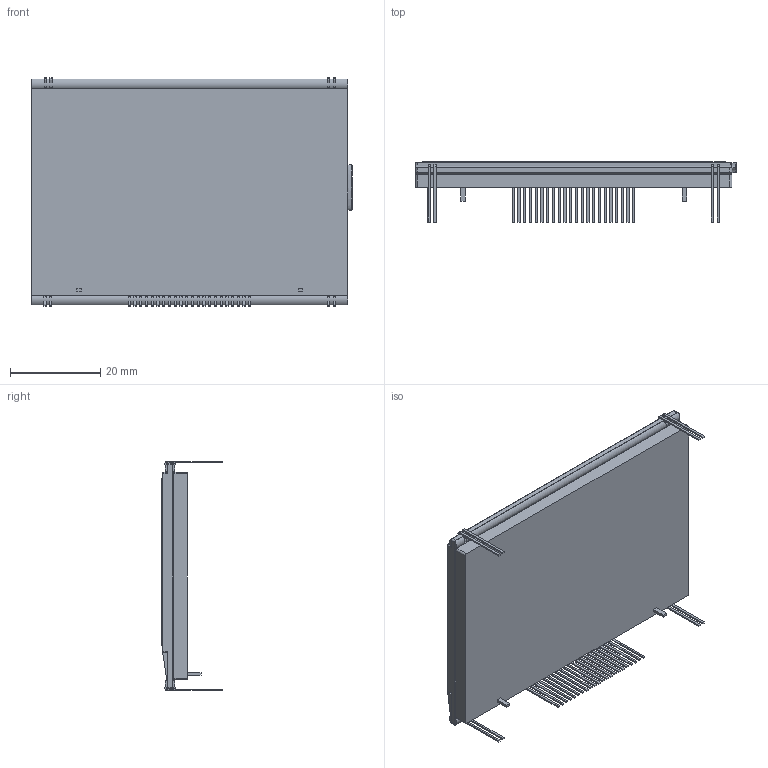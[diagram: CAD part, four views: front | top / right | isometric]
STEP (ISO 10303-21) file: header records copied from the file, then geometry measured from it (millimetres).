
FILE_DESCRIPTION (( 'STEP AP214' ), '1' );
FILE_NAME ('ERC12864-655 Assembly.STEP', '2021-09-26T18:33:03', ( '' ), ( '' ), 'SwSTEP 2.0', 'SolidWorks 2016', '' );
FILE_SCHEMA (( 'AUTOMOTIVE_DESIGN' ));
Length unit declared in the file: millimetre
Products named in the file (4): ERC12864-655 Assembly; ERC12864-655 Series; Adhesive; NC Pin
Assembly tree (35 placements, depth 2):
  ERC12864-655 Assembly
    ERC12864-655 Series
    NC Pin  x30
    Adhesive  x4
Bounding box: 71 x 13.4 x 50.7 mm (x, y, z)
Volume: 18399.4 mm3; surface area: 23198.5 mm2
Topology: 40 solids, 40 shells, 688 faces, 1816 edges, 1210 vertices
Faces by surface type: plane 548, bspline 128, cylinder 12
Entity records: 12060 total; most frequent: CARTESIAN_POINT 2448, ORIENTED_EDGE 1838, DIRECTION 1633, EDGE_CURVE 919, VECTOR 873, LINE 873, VERTEX_POINT 612, AXIS2_PLACEMENT_3D 380
